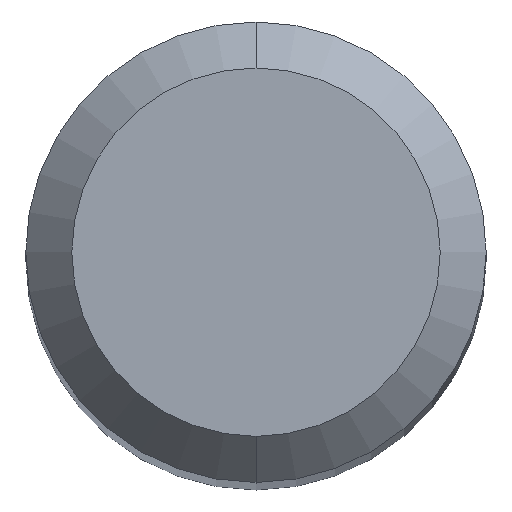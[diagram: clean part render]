
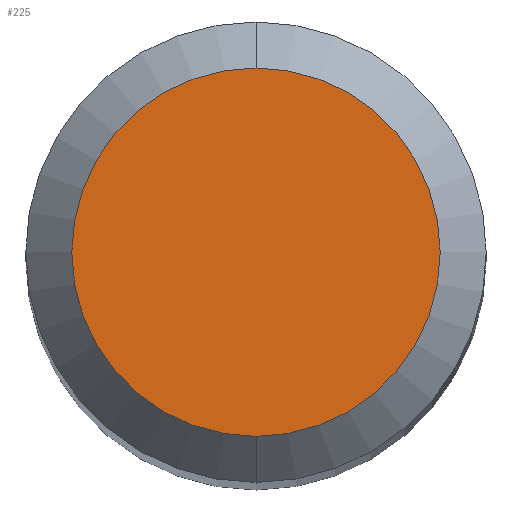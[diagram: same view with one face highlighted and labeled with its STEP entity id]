
A CAD part, top view. The second image highlights one B-rep face of the part: STEP entity #225.
In plain terms, the highlighted planar face has unit normal (0, 0, 1).
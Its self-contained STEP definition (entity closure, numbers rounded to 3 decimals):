
#119=EDGE_CURVE('',#157,#221,#272,.T.);
#135=EDGE_CURVE('',#221,#157,#289,.T.);
#157=VERTEX_POINT('',#313);
#221=VERTEX_POINT('',#387);
#225=ADVANCED_FACE('',(#391),#392,.T.);
#272=CIRCLE('',#436,1.2);
#289=CIRCLE('',#461,1.2);
#313=CARTESIAN_POINT('',(0.0,1.2,0.0));
#387=CARTESIAN_POINT('',(0.,-1.2,0.0));
#391=FACE_OUTER_BOUND('',#591,.T.);
#392=PLANE('',#592);
#436=AXIS2_PLACEMENT_3D('',#625,#626,#627);
#461=AXIS2_PLACEMENT_3D('',#647,#648,#649);
#591=EDGE_LOOP('',(#779,#780));
#592=AXIS2_PLACEMENT_3D('',#781,#782,#783);
#625=CARTESIAN_POINT('',(0.0,0.0,0.0));
#626=DIRECTION('',(0.0,0.0,-1.0));
#627=DIRECTION('',(0.0,1.0,0.0));
#647=CARTESIAN_POINT('',(0.0,0.0,0.0));
#648=DIRECTION('',(0.0,0.0,-1.0));
#649=DIRECTION('',(0.0,1.0,0.0));
#779=ORIENTED_EDGE('',*,*,#119,.F.);
#780=ORIENTED_EDGE('',*,*,#135,.F.);
#781=CARTESIAN_POINT('',(0.0,0.6,0.0));
#782=DIRECTION('',(-0.0,0.0,1.0));
#783=DIRECTION('',(0.0,-1.0,0.0));
